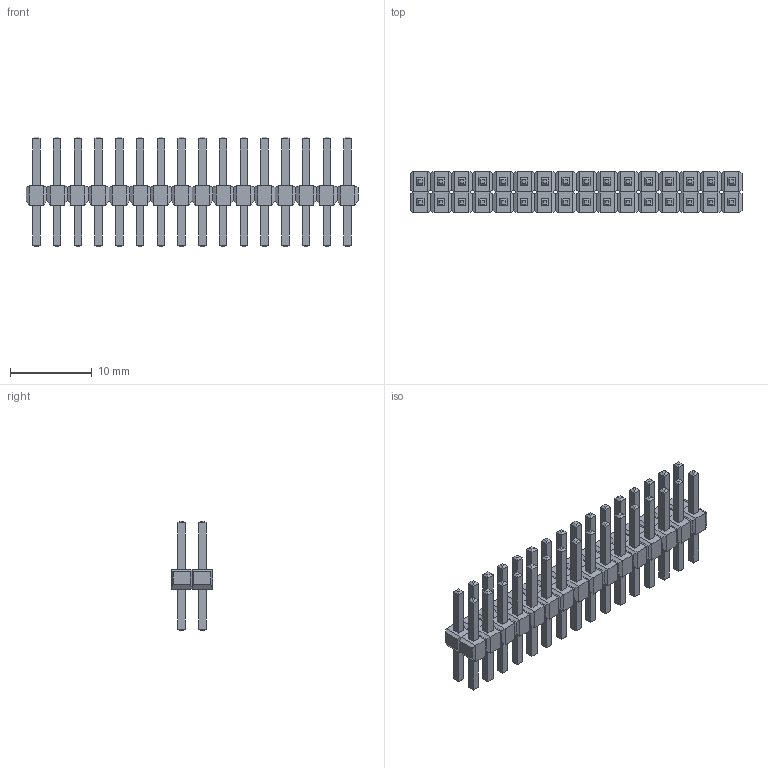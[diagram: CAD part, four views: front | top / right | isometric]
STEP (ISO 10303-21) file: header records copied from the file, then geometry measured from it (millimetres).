
FILE_DESCRIPTION(('STEP AP214'),'1');
FILE_NAME('TSW-116-07-G-D','2019-09-29T20:31:48',(''),(''),'','','');
FILE_SCHEMA(('AUTOMOTIVE_DESIGN'));
Length unit declared in the file: millimetre
Products named in the file (1): product
Bounding box: 40.64 x 5.08 x 13.46 mm (x, y, z)
Surface area: 2179.9 mm2 (no closed solid volume)
Topology: 0 solids, 1028 shells, 1028 faces, 4112 edges, 4112 vertices
Faces by surface type: plane 1028
Entity records: 46319 total; most frequent: CARTESIAN_POINT 9253, VERTEX_POINT 8224, DIRECTION 6170, ORIENTED_EDGE 4112, EDGE_CURVE 4112, LINE 4112, VECTOR 4112, AXIS2_PLACEMENT_3D 1029
